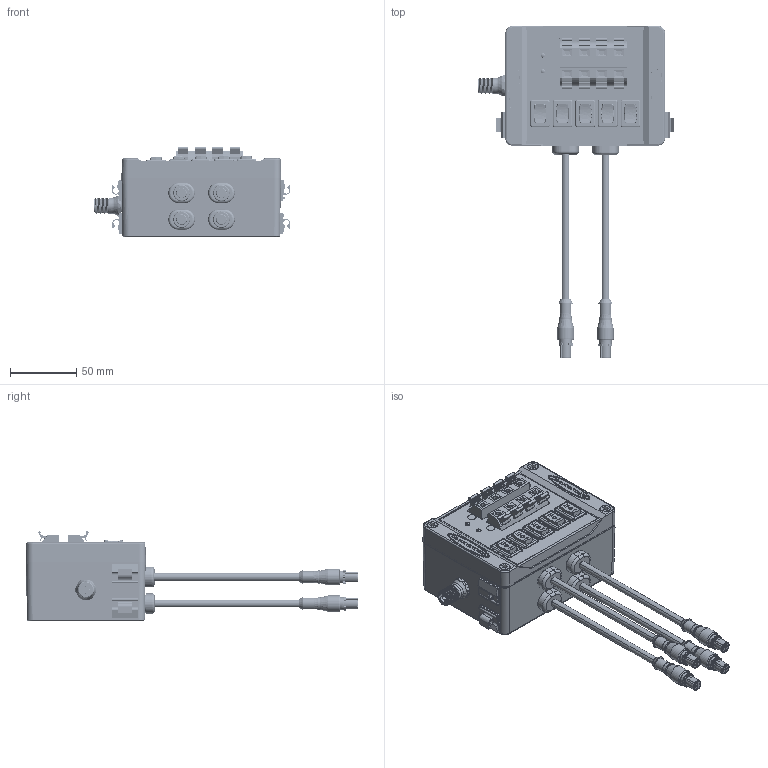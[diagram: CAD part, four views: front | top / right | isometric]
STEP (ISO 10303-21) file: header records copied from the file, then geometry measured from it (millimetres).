
FILE_DESCRIPTION((''),'2;1');
FILE_NAME('215796_ASM','2020-02-25T10:32:48',('PDMAdmin'),('BANNER ENGINEERING'),'CREO PARAMETRIC BY PTC INC, 2019292','CREO PARAMETRIC BY PTC INC, 2019292','');
FILE_SCHEMA(('CONFIG_CONTROL_DESIGN'));
Products named in the file (31): 210567_BOTTOM_AF0; 210567_TOP_AF0; 210108_AF0; 210108_AF1; 175827_AF0; 175827_AF1; 210869; BBOX_SWITCH_AF0; BBOX_SWITCH_AF1; BBOX_SWITCH_AF2; BBOX_SWITCH_AF3; BBOX_SWITCH_AF4; M5X25SHCS; 169652; 08427; HEYCO_1487_AF0; HEYCO_1487_AF1; HEYCO_1487_AF2; HEYCO_1487_AF3; 134203; 145997_HSG; 306-00249; 145998_ASM; 215796_CABLE; 215796_211206_ASM; BWG1ED6837U_1; BWG1ED6837U_2; BWG1ED6837U_ASM; 130025_ASM; 142671; 215796_ASM
Assembly tree (44 placements, depth 4):
  215796_ASM
    210567_BOTTOM_AF0
    210567_TOP_AF0
    210108_AF0
    210108_AF1
    175827_AF0
    175827_AF1
    210869
    BBOX_SWITCH_AF0
    BBOX_SWITCH_AF1
    BBOX_SWITCH_AF2
    BBOX_SWITCH_AF3
    BBOX_SWITCH_AF4
    M5X25SHCS  x4
    169652
    08427
    HEYCO_1487_AF0
    HEYCO_1487_AF1
    HEYCO_1487_AF2
    HEYCO_1487_AF3
    215796_211206_ASM  x4
      134203
      145998_ASM
        145997_HSG
        306-00249  x5
      215796_CABLE
    130025_ASM  x4
      BWG1ED6837U_ASM
        BWG1ED6837U_1
        BWG1ED6837U_2
    142671  x2
Bounding box: 148.15 x 249.79 x 67.5 mm (x, y, z)
Volume: 197096.1 mm3; surface area: 170818.9 mm2
Topology: 72 solids, 72 shells, 4983 faces, 13226 edges, 8637 vertices
Faces by surface type: plane 2735, cylinder 1320, cone 302, bspline 258, torus 196, extrusion 168, sphere 4
Entity records: 108981 total; most frequent: CARTESIAN_POINT 33651, ORIENTED_EDGE 16034, DIRECTION 14926, EDGE_CURVE 8017, VERTEX_POINT 5329, VECTOR 5072, LINE 4986, AXIS2_PLACEMENT_3D 4927
